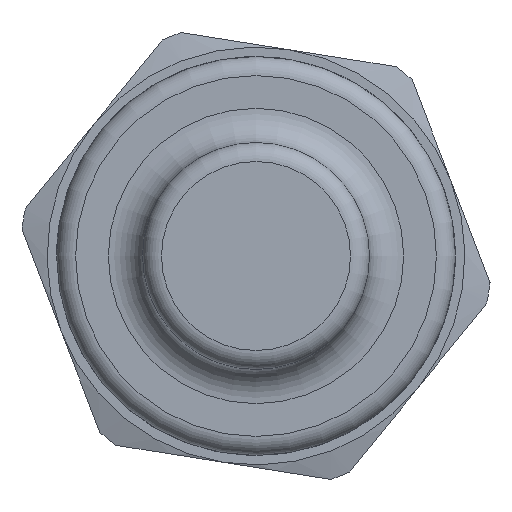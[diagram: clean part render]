
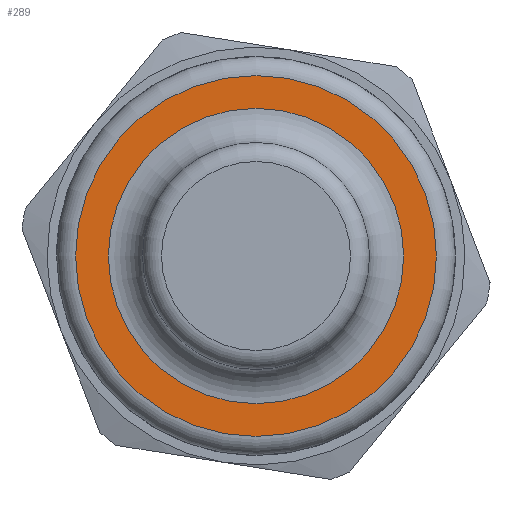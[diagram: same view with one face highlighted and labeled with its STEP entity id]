
A CAD part, left-side view. The second image highlights one B-rep face of the part: STEP entity #289.
In plain terms, the highlighted planar face has unit normal (-1, 0, 0).
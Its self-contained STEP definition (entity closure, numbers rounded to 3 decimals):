
#230=CARTESIAN_POINT('',(20.4,7.775,0.));
#231=VERTEX_POINT('',#230);
#232=CARTESIAN_POINT('',(20.4,0.0,0.0));
#233=DIRECTION('',(-1.0,0.0,0.0));
#234=DIRECTION('',(0.0,-1.0,0.0));
#235=AXIS2_PLACEMENT_3D('',#232,#233,#234);
#236=CIRCLE('',#235,7.775);
#237=EDGE_CURVE('',#231,#231,#236,.T.);
#270=CARTESIAN_POINT('',(20.4,8.238,0.0));
#271=DIRECTION('',(-1.0,0.0,0.0));
#272=DIRECTION('',(0.0,0.0,1.0));
#273=AXIS2_PLACEMENT_3D('',#270,#271,#272);
#274=PLANE('',#273);
#275=CARTESIAN_POINT('',(20.4,9.5,0.0));
#276=VERTEX_POINT('',#275);
#277=CARTESIAN_POINT('',(20.4,0.0,0.0));
#278=DIRECTION('',(1.0,0.0,0.0));
#279=DIRECTION('',(0.0,-1.0,0.0));
#280=AXIS2_PLACEMENT_3D('',#277,#278,#279);
#281=CIRCLE('',#280,9.5);
#282=EDGE_CURVE('',#276,#276,#281,.T.);
#283=ORIENTED_EDGE('',*,*,#282,.F.);
#284=EDGE_LOOP('',(#283));
#285=FACE_OUTER_BOUND('',#284,.T.);
#286=ORIENTED_EDGE('',*,*,#237,.F.);
#287=EDGE_LOOP('',(#286));
#288=FACE_BOUND('',#287,.T.);
#289=ADVANCED_FACE('',(#285,#288),#274,.T.);
